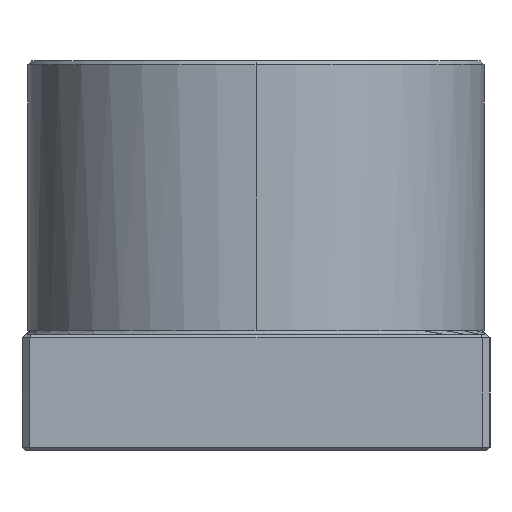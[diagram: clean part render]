
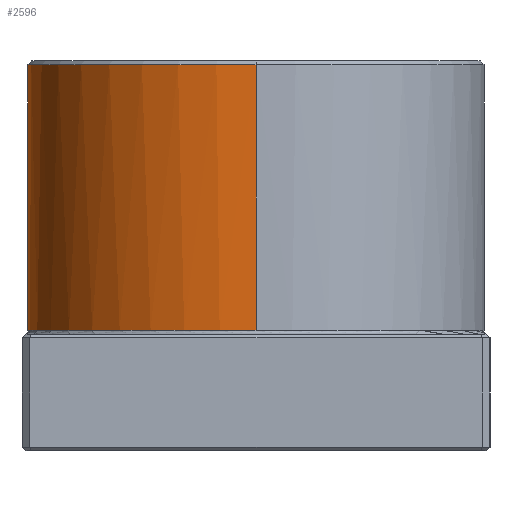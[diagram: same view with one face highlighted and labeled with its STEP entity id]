
A CAD part, left-side view. The second image highlights one B-rep face of the part: STEP entity #2596.
In plain terms, the highlighted cylindrical face has radius 58.5 mm (diameter 117 mm), a partial arc.
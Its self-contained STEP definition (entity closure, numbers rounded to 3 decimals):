
#120 = EDGE_CURVE ( 'NONE', #2530, #2646, #2453, .T. ) ;
#200 = FACE_OUTER_BOUND ( 'NONE', #2226, .T. ) ;
#236 = DIRECTION ( 'NONE',  ( 0., 0., 1. ) ) ;
#284 = VERTEX_POINT ( 'NONE', #2055 ) ;
#300 = CARTESIAN_POINT ( 'NONE',  ( -6.311, 58.172, 31. ) ) ;
#313 = VERTEX_POINT ( 'NONE', #726 ) ;
#359 = EDGE_CURVE ( 'NONE', #313, #2139, #2418, .T. ) ;
#405 = VECTOR ( 'NONE', #2028, 1000. ) ;
#464 = LINE ( 'NONE', #2267, #405 ) ;
#477 = CARTESIAN_POINT ( 'NONE',  ( 7.568, 58.008, 31. ) ) ;
#488 = CARTESIAN_POINT ( 'NONE',  ( -5.049, 58.295, 30.961 ) ) ;
#500 = CARTESIAN_POINT ( 'NONE',  ( 58.5, 0., 100. ) ) ;
#519 = CARTESIAN_POINT ( 'NONE',  ( 0., 0., 100. ) ) ;
#540 = CARTESIAN_POINT ( 'NONE',  ( 1.273, 58.5, 30.866 ) ) ;
#606 = CARTESIAN_POINT ( 'NONE',  ( 7.568, 58.008, 31. ) ) ;
#708 = VECTOR ( 'NONE', #1150, 1000. ) ;
#726 = CARTESIAN_POINT ( 'NONE',  ( -7.568, 58.008, 31. ) ) ;
#741 = CARTESIAN_POINT ( 'NONE',  ( 0., 0., 31. ) ) ;
#753 = DIRECTION ( 'NONE',  ( 0., 0., 1. ) ) ;
#762 = DIRECTION ( 'NONE',  ( 1., 0., 0. ) ) ;
#789 = ORIENTED_EDGE ( 'NONE', *, *, #1656, .F. ) ;
#829 = B_SPLINE_CURVE_WITH_KNOTS ( 'NONE', 3,
 ( #477, #1998, #2042, #1347, #540, #916, #1179, #488, #300, #2651 ),
 .UNSPECIFIED., .F., .F.,
 ( 4, 2, 2, 2, 4 ),
 ( 0., 0.004, 0.008, 0.011, 0.015 ),
 .UNSPECIFIED. ) ;
#916 = CARTESIAN_POINT ( 'NONE',  ( -1.254, 58.5, 30.866 ) ) ;
#970 = EDGE_CURVE ( 'NONE', #284, #2530, #2072, .T. ) ;
#1044 = ORIENTED_EDGE ( 'NONE', *, *, #120, .T. ) ;
#1090 = DIRECTION ( 'NONE',  ( 1., 0., 0. ) ) ;
#1150 = DIRECTION ( 'NONE',  ( 0., 0., -1. ) ) ;
#1179 = CARTESIAN_POINT ( 'NONE',  ( -2.521, 58.459, 30.893 ) ) ;
#1185 = AXIS2_PLACEMENT_3D ( 'NONE', #1340, #1540, #1548 ) ;
#1191 = CARTESIAN_POINT ( 'NONE',  ( -58.5, 0., 31. ) ) ;
#1261 = VERTEX_POINT ( 'NONE', #606 ) ;
#1324 = ORIENTED_EDGE ( 'NONE', *, *, #1496, .T. ) ;
#1340 = CARTESIAN_POINT ( 'NONE',  ( 0., 0., 99. ) ) ;
#1347 = CARTESIAN_POINT ( 'NONE',  ( 2.534, 58.459, 30.893 ) ) ;
#1352 = CARTESIAN_POINT ( 'NONE',  ( 0., 0., 31. ) ) ;
#1496 = EDGE_CURVE ( 'NONE', #2646, #1261, #1825, .T. ) ;
#1510 = AXIS2_PLACEMENT_3D ( 'NONE', #519, #1599, #1814 ) ;
#1540 = DIRECTION ( 'NONE',  ( 0., 0., -1. ) ) ;
#1548 = DIRECTION ( 'NONE',  ( 1., 0., 0. ) ) ;
#1599 = DIRECTION ( 'NONE',  ( 0., 0., -1. ) ) ;
#1627 = ORIENTED_EDGE ( 'NONE', *, *, #359, .T. ) ;
#1656 = EDGE_CURVE ( 'NONE', #284, #2139, #464, .T. ) ;
#1804 = AXIS2_PLACEMENT_3D ( 'NONE', #741, #753, #762 ) ;
#1814 = DIRECTION ( 'NONE',  ( -1., 0., 0. ) ) ;
#1825 = CIRCLE ( 'NONE', #1804, 58.5 ) ;
#1833 = CARTESIAN_POINT ( 'NONE',  ( 58.5, 0., 31. ) ) ;
#1856 = EDGE_CURVE ( 'NONE', #1261, #313, #829, .T. ) ;
#1998 = CARTESIAN_POINT ( 'NONE',  ( 6.312, 58.172, 31. ) ) ;
#2028 = DIRECTION ( 'NONE',  ( 0., 0., -1. ) ) ;
#2042 = CARTESIAN_POINT ( 'NONE',  ( 5.054, 58.295, 30.961 ) ) ;
#2055 = CARTESIAN_POINT ( 'NONE',  ( -58.5, 0., 99. ) ) ;
#2072 = CIRCLE ( 'NONE', #1185, 58.5 ) ;
#2139 = VERTEX_POINT ( 'NONE', #1191 ) ;
#2226 = EDGE_LOOP ( 'NONE', ( #2228, #1044, #1324, #2757, #1627, #789 ) ) ;
#2228 = ORIENTED_EDGE ( 'NONE', *, *, #970, .T. ) ;
#2267 = CARTESIAN_POINT ( 'NONE',  ( -58.5, 0., 100. ) ) ;
#2350 = CARTESIAN_POINT ( 'NONE',  ( 58.5, 0., 99. ) ) ;
#2418 = CIRCLE ( 'NONE', #2523, 58.5 ) ;
#2435 = CYLINDRICAL_SURFACE ( 'NONE', #1510, 58.5 ) ;
#2453 = LINE ( 'NONE', #500, #708 ) ;
#2523 = AXIS2_PLACEMENT_3D ( 'NONE', #1352, #236, #1090 ) ;
#2530 = VERTEX_POINT ( 'NONE', #2350 ) ;
#2596 = ADVANCED_FACE ( 'NONE', ( #200 ), #2435, .T. ) ;
#2646 = VERTEX_POINT ( 'NONE', #1833 ) ;
#2651 = CARTESIAN_POINT ( 'NONE',  ( -7.568, 58.008, 31. ) ) ;
#2757 = ORIENTED_EDGE ( 'NONE', *, *, #1856, .T. ) ;
